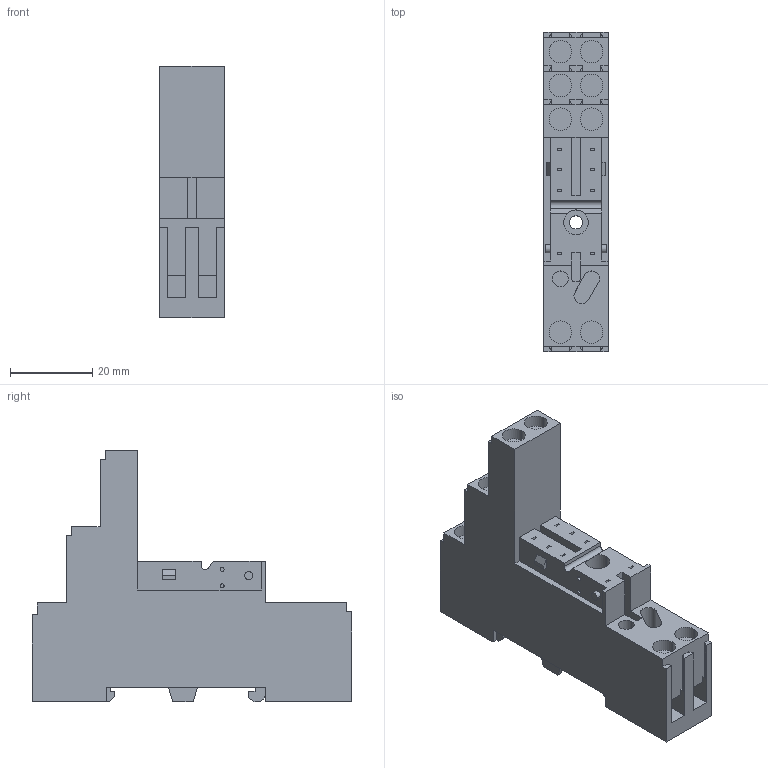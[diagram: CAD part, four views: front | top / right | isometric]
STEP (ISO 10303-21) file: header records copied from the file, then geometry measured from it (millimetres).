
FILE_DESCRIPTION(('CATIA V5R19 STEP'),'2;1');
FILE_NAME ('8155797_6', '2015-10-29T13:52:48+00:00', ('Weidmueller Interface'), ('Weidmueller'), 'CATIA Version 5 Release 20 SP 5 (IN-10)', 'CATIA V5 STEP AP214', 'none');
FILE_SCHEMA(('AUTOMOTIVE_DESIGN { 1 0 10303 214 1 1 1 1 }'));
Length unit declared in the file: millimetre
Products named in the file (1): 8690830000
Bounding box: 15.6 x 77.6 x 61 mm (x, y, z)
Volume: 35039.9 mm3; surface area: 12767.3 mm2
Topology: 1 solids, 1 shells, 321 faces, 885 edges, 594 vertices
Faces by surface type: plane 248, cylinder 73
Entity records: 11514 total; most frequent: ORIENTED_EDGE 1770, CARTESIAN_POINT 1719, DIRECTION 1180, EDGE_CURVE 885, VECTOR 693, LINE 693, VERTEX_POINT 594, EDGE_LOOP 351
